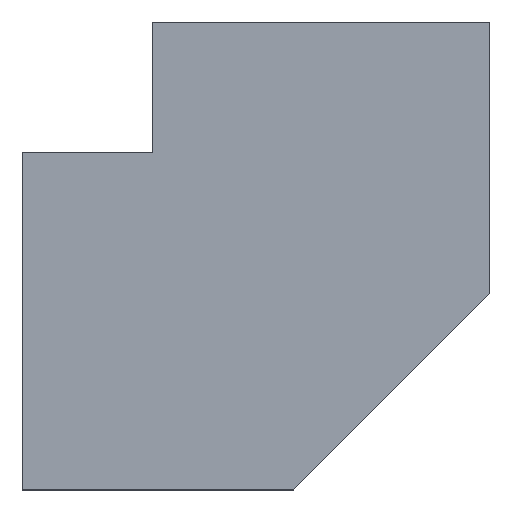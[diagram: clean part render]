
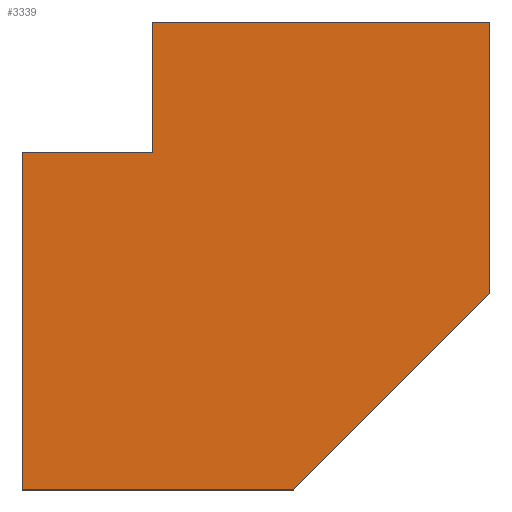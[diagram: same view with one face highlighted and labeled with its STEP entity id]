
A CAD part, top view. The second image highlights one B-rep face of the part: STEP entity #3339.
In plain terms, the highlighted planar face has unit normal (0, 0, 1).
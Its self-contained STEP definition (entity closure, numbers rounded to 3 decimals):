
#2630 = PLANE('',#2631);
#2631 = AXIS2_PLACEMENT_3D('',#2632,#2633,#2634);
#2632 = CARTESIAN_POINT('',(0.,400.,0.));
#2633 = DIRECTION('',(1.,0.,0.));
#2634 = DIRECTION('',(0.,-1.,0.));
#2831 = PLANE('',#2832);
#2832 = AXIS2_PLACEMENT_3D('',#2833,#2834,#2835);
#2833 = CARTESIAN_POINT('',(600.,600.,0.));
#2834 = DIRECTION('',(0.,-1.,0.));
#2835 = DIRECTION('',(-1.,0.,0.));
#2974 = VERTEX_POINT('',#2975);
#2975 = CARTESIAN_POINT('',(0.,-25.4,275.4));
#2988 = PLANE('',#2989);
#2989 = AXIS2_PLACEMENT_3D('',#2990,#2991,#2992);
#2990 = CARTESIAN_POINT('',(0.,-25.4,0.));
#2991 = DIRECTION('',(0.,1.,0.));
#2992 = DIRECTION('',(1.,0.,0.));
#3026 = VERTEX_POINT('',#3027);
#3027 = CARTESIAN_POINT('',(0.,425.4,275.4));
#3040 = PLANE('',#3041);
#3041 = AXIS2_PLACEMENT_3D('',#3042,#3043,#3044);
#3042 = CARTESIAN_POINT('',(200.,425.4,0.));
#3043 = DIRECTION('',(0.,-1.,0.));
#3044 = DIRECTION('',(-1.,0.,0.));
#3051 = EDGE_CURVE('',#2974,#3026,#3052,.T.);
#3052 = SURFACE_CURVE('',#3053,(#3057,#3063),.PCURVE_S1.);
#3053 = LINE('',#3054,#3055);
#3054 = CARTESIAN_POINT('',(0.,200.,275.4));
#3055 = VECTOR('',#3056,1.);
#3056 = DIRECTION('',(0.,1.,0.));
#3057 = PCURVE('',#2630,#3058);
#3058 = DEFINITIONAL_REPRESENTATION('',(#3059),#3062);
#3059 = B_SPLINE_CURVE_WITH_KNOTS('',1,(#3060,#3061),.UNSPECIFIED.,.F.,
  .F.,(2,2),(-119999800.,119999800.),.PIECEWISE_BEZIER_KNOTS.);
#3060 = CARTESIAN_POINT('',(120000000.,-275.4));
#3061 = CARTESIAN_POINT('',(-119999600.,-275.4));
#3062 = ( GEOMETRIC_REPRESENTATION_CONTEXT(2) 
PARAMETRIC_REPRESENTATION_CONTEXT() REPRESENTATION_CONTEXT('2D SPACE',''
  ) );
#3063 = PCURVE('',#3064,#3069);
#3064 = PLANE('',#3065);
#3065 = AXIS2_PLACEMENT_3D('',#3066,#3067,#3068);
#3066 = CARTESIAN_POINT('',(0.,0.,275.4));
#3067 = DIRECTION('',(0.,0.,-1.));
#3068 = DIRECTION('',(-1.,0.,0.));
#3069 = DEFINITIONAL_REPRESENTATION('',(#3070),#3073);
#3070 = B_SPLINE_CURVE_WITH_KNOTS('',1,(#3071,#3072),.UNSPECIFIED.,.F.,
  .F.,(2,2),(-119999800.,119999800.),.PIECEWISE_BEZIER_KNOTS.);
#3071 = CARTESIAN_POINT('',(0.,-119999600.));
#3072 = CARTESIAN_POINT('',(0.,120000000.));
#3073 = ( GEOMETRIC_REPRESENTATION_CONTEXT(2) 
PARAMETRIC_REPRESENTATION_CONTEXT() REPRESENTATION_CONTEXT('2D SPACE',''
  ) );
#3085 = VERTEX_POINT('',#3086);
#3086 = CARTESIAN_POINT('',(625.4,600.,275.4));
#3101 = PLANE('',#3102);
#3102 = AXIS2_PLACEMENT_3D('',#3103,#3104,#3105);
#3103 = CARTESIAN_POINT('',(625.4,247.487,0.));
#3104 = DIRECTION('',(-1.,0.,0.));
#3105 = DIRECTION('',(0.,1.,0.));
#3112 = EDGE_CURVE('',#3113,#3085,#3115,.T.);
#3113 = VERTEX_POINT('',#3114);
#3114 = CARTESIAN_POINT('',(174.6,600.,275.4));
#3115 = SURFACE_CURVE('',#3116,(#3120,#3126),.PCURVE_S1.);
#3116 = LINE('',#3117,#3118);
#3117 = CARTESIAN_POINT('',(300.,600.,275.4));
#3118 = VECTOR('',#3119,1.);
#3119 = DIRECTION('',(1.,0.,0.));
#3120 = PCURVE('',#2831,#3121);
#3121 = DEFINITIONAL_REPRESENTATION('',(#3122),#3125);
#3122 = B_SPLINE_CURVE_WITH_KNOTS('',1,(#3123,#3124),.UNSPECIFIED.,.F.,
  .F.,(2,2),(-119999700.,119999700.),.PIECEWISE_BEZIER_KNOTS.);
#3123 = CARTESIAN_POINT('',(120000000.,-275.4));
#3124 = CARTESIAN_POINT('',(-119999400.,-275.4));
#3125 = ( GEOMETRIC_REPRESENTATION_CONTEXT(2) 
PARAMETRIC_REPRESENTATION_CONTEXT() REPRESENTATION_CONTEXT('2D SPACE',''
  ) );
#3126 = PCURVE('',#3064,#3127);
#3127 = DEFINITIONAL_REPRESENTATION('',(#3128),#3131);
#3128 = B_SPLINE_CURVE_WITH_KNOTS('',1,(#3129,#3130),.UNSPECIFIED.,.F.,
  .F.,(2,2),(-119999700.,119999700.),.PIECEWISE_BEZIER_KNOTS.);
#3129 = CARTESIAN_POINT('',(119999400.,600.));
#3130 = CARTESIAN_POINT('',(-120000000.,600.));
#3131 = ( GEOMETRIC_REPRESENTATION_CONTEXT(2) 
PARAMETRIC_REPRESENTATION_CONTEXT() REPRESENTATION_CONTEXT('2D SPACE',''
  ) );
#3148 = PLANE('',#3149);
#3149 = AXIS2_PLACEMENT_3D('',#3150,#3151,#3152);
#3150 = CARTESIAN_POINT('',(174.6,600.,0.));
#3151 = DIRECTION('',(1.,0.,0.));
#3152 = DIRECTION('',(0.,-1.,0.));
#3187 = EDGE_CURVE('',#3188,#2974,#3190,.T.);
#3188 = VERTEX_POINT('',#3189);
#3189 = CARTESIAN_POINT('',(363.034,-25.4,275.4));
#3190 = SURFACE_CURVE('',#3191,(#3195,#3201),.PCURVE_S1.);
#3191 = LINE('',#3192,#3193);
#3192 = CARTESIAN_POINT('',(0.,-25.4,275.4));
#3193 = VECTOR('',#3194,1.);
#3194 = DIRECTION('',(-1.,0.,0.));
#3195 = PCURVE('',#2988,#3196);
#3196 = DEFINITIONAL_REPRESENTATION('',(#3197),#3200);
#3197 = B_SPLINE_CURVE_WITH_KNOTS('',1,(#3198,#3199),.UNSPECIFIED.,.F.,
  .F.,(2,2),(-120000000.,120000000.),.PIECEWISE_BEZIER_KNOTS.);
#3198 = CARTESIAN_POINT('',(120000000.,-275.4));
#3199 = CARTESIAN_POINT('',(-120000000.,-275.4));
#3200 = ( GEOMETRIC_REPRESENTATION_CONTEXT(2) 
PARAMETRIC_REPRESENTATION_CONTEXT() REPRESENTATION_CONTEXT('2D SPACE',''
  ) );
#3201 = PCURVE('',#3064,#3202);
#3202 = DEFINITIONAL_REPRESENTATION('',(#3203),#3206);
#3203 = B_SPLINE_CURVE_WITH_KNOTS('',1,(#3204,#3205),.UNSPECIFIED.,.F.,
  .F.,(2,2),(-120000000.,120000000.),.PIECEWISE_BEZIER_KNOTS.);
#3204 = CARTESIAN_POINT('',(-120000000.,-25.4));
#3205 = CARTESIAN_POINT('',(120000000.,-25.4));
#3206 = ( GEOMETRIC_REPRESENTATION_CONTEXT(2) 
PARAMETRIC_REPRESENTATION_CONTEXT() REPRESENTATION_CONTEXT('2D SPACE',''
  ) );
#3223 = PLANE('',#3224);
#3224 = AXIS2_PLACEMENT_3D('',#3225,#3226,#3227);
#3225 = CARTESIAN_POINT('',(370.473,-17.961,0.));
#3226 = DIRECTION('',(-0.707,0.707,0.));
#3227 = DIRECTION('',(0.707,0.707,0.));
#3339 = ADVANCED_FACE('',(#3340),#3064,.F.);
#3340 = FACE_BOUND('',#3341,.F.);
#3341 = EDGE_LOOP('',(#3342,#3363,#3364,#3365,#3386,#3405,#3406));
#3342 = ORIENTED_EDGE('',*,*,#3343,.T.);
#3343 = EDGE_CURVE('',#3344,#3188,#3346,.T.);
#3344 = VERTEX_POINT('',#3345);
#3345 = CARTESIAN_POINT('',(625.4,236.966,275.4));
#3346 = SURFACE_CURVE('',#3347,(#3351,#3357),.PCURVE_S1.);
#3347 = LINE('',#3348,#3349);
#3348 = CARTESIAN_POINT('',(282.345,-106.089,275.4));
#3349 = VECTOR('',#3350,1.);
#3350 = DIRECTION('',(-0.707,-0.707,0.));
#3351 = PCURVE('',#3064,#3352);
#3352 = DEFINITIONAL_REPRESENTATION('',(#3353),#3356);
#3353 = B_SPLINE_CURVE_WITH_KNOTS('',1,(#3354,#3355),.UNSPECIFIED.,.F.,
  .F.,(2,2),(-120000124.632,119999875.368),
  .PIECEWISE_BEZIER_KNOTS.);
#3354 = CARTESIAN_POINT('',(-84853184.216,84852795.782));
#3355 = CARTESIAN_POINT('',(84852443.269,-84852831.703));
#3356 = ( GEOMETRIC_REPRESENTATION_CONTEXT(2) 
PARAMETRIC_REPRESENTATION_CONTEXT() REPRESENTATION_CONTEXT('2D SPACE',''
  ) );
#3357 = PCURVE('',#3223,#3358);
#3358 = DEFINITIONAL_REPRESENTATION('',(#3359),#3362);
#3359 = B_SPLINE_CURVE_WITH_KNOTS('',1,(#3360,#3361),.UNSPECIFIED.,.F.,
  .F.,(2,2),(-120000124.632,119999875.368),
  .PIECEWISE_BEZIER_KNOTS.);
#3360 = CARTESIAN_POINT('',(120000000.,-275.4));
#3361 = CARTESIAN_POINT('',(-120000000.,-275.4));
#3362 = ( GEOMETRIC_REPRESENTATION_CONTEXT(2) 
PARAMETRIC_REPRESENTATION_CONTEXT() REPRESENTATION_CONTEXT('2D SPACE',''
  ) );
#3363 = ORIENTED_EDGE('',*,*,#3187,.T.);
#3364 = ORIENTED_EDGE('',*,*,#3051,.T.);
#3365 = ORIENTED_EDGE('',*,*,#3366,.T.);
#3366 = EDGE_CURVE('',#3026,#3367,#3369,.T.);
#3367 = VERTEX_POINT('',#3368);
#3368 = CARTESIAN_POINT('',(174.6,425.4,275.4));
#3369 = SURFACE_CURVE('',#3370,(#3374,#3380),.PCURVE_S1.);
#3370 = LINE('',#3371,#3372);
#3371 = CARTESIAN_POINT('',(100.,425.4,275.4));
#3372 = VECTOR('',#3373,1.);
#3373 = DIRECTION('',(1.,0.,0.));
#3374 = PCURVE('',#3064,#3375);
#3375 = DEFINITIONAL_REPRESENTATION('',(#3376),#3379);
#3376 = B_SPLINE_CURVE_WITH_KNOTS('',1,(#3377,#3378),.UNSPECIFIED.,.F.,
  .F.,(2,2),(-119999900.,119999900.),.PIECEWISE_BEZIER_KNOTS.);
#3377 = CARTESIAN_POINT('',(119999800.,425.4));
#3378 = CARTESIAN_POINT('',(-120000000.,425.4));
#3379 = ( GEOMETRIC_REPRESENTATION_CONTEXT(2) 
PARAMETRIC_REPRESENTATION_CONTEXT() REPRESENTATION_CONTEXT('2D SPACE',''
  ) );
#3380 = PCURVE('',#3040,#3381);
#3381 = DEFINITIONAL_REPRESENTATION('',(#3382),#3385);
#3382 = B_SPLINE_CURVE_WITH_KNOTS('',1,(#3383,#3384),.UNSPECIFIED.,.F.,
  .F.,(2,2),(-119999900.,119999900.),.PIECEWISE_BEZIER_KNOTS.);
#3383 = CARTESIAN_POINT('',(120000000.,-275.4));
#3384 = CARTESIAN_POINT('',(-119999800.,-275.4));
#3385 = ( GEOMETRIC_REPRESENTATION_CONTEXT(2) 
PARAMETRIC_REPRESENTATION_CONTEXT() REPRESENTATION_CONTEXT('2D SPACE',''
  ) );
#3386 = ORIENTED_EDGE('',*,*,#3387,.T.);
#3387 = EDGE_CURVE('',#3367,#3113,#3388,.T.);
#3388 = SURFACE_CURVE('',#3389,(#3393,#3399),.PCURVE_S1.);
#3389 = LINE('',#3390,#3391);
#3390 = CARTESIAN_POINT('',(174.6,300.,275.4));
#3391 = VECTOR('',#3392,1.);
#3392 = DIRECTION('',(0.,1.,0.));
#3393 = PCURVE('',#3064,#3394);
#3394 = DEFINITIONAL_REPRESENTATION('',(#3395),#3398);
#3395 = B_SPLINE_CURVE_WITH_KNOTS('',1,(#3396,#3397),.UNSPECIFIED.,.F.,
  .F.,(2,2),(-119999700.,119999700.),.PIECEWISE_BEZIER_KNOTS.);
#3396 = CARTESIAN_POINT('',(-174.6,-119999400.));
#3397 = CARTESIAN_POINT('',(-174.6,120000000.));
#3398 = ( GEOMETRIC_REPRESENTATION_CONTEXT(2) 
PARAMETRIC_REPRESENTATION_CONTEXT() REPRESENTATION_CONTEXT('2D SPACE',''
  ) );
#3399 = PCURVE('',#3148,#3400);
#3400 = DEFINITIONAL_REPRESENTATION('',(#3401),#3404);
#3401 = B_SPLINE_CURVE_WITH_KNOTS('',1,(#3402,#3403),.UNSPECIFIED.,.F.,
  .F.,(2,2),(-119999700.,119999700.),.PIECEWISE_BEZIER_KNOTS.);
#3402 = CARTESIAN_POINT('',(120000000.,-275.4));
#3403 = CARTESIAN_POINT('',(-119999400.,-275.4));
#3404 = ( GEOMETRIC_REPRESENTATION_CONTEXT(2) 
PARAMETRIC_REPRESENTATION_CONTEXT() REPRESENTATION_CONTEXT('2D SPACE',''
  ) );
#3405 = ORIENTED_EDGE('',*,*,#3112,.T.);
#3406 = ORIENTED_EDGE('',*,*,#3407,.T.);
#3407 = EDGE_CURVE('',#3085,#3344,#3408,.T.);
#3408 = SURFACE_CURVE('',#3409,(#3413,#3419),.PCURVE_S1.);
#3409 = LINE('',#3410,#3411);
#3410 = CARTESIAN_POINT('',(625.4,123.744,275.4));
#3411 = VECTOR('',#3412,1.);
#3412 = DIRECTION('',(0.,-1.,0.));
#3413 = PCURVE('',#3064,#3414);
#3414 = DEFINITIONAL_REPRESENTATION('',(#3415),#3418);
#3415 = B_SPLINE_CURVE_WITH_KNOTS('',1,(#3416,#3417),.UNSPECIFIED.,.F.,
  .F.,(2,2),(-119999876.256,119999876.256),
  .PIECEWISE_BEZIER_KNOTS.);
#3416 = CARTESIAN_POINT('',(-625.4,120000000.));
#3417 = CARTESIAN_POINT('',(-625.4,-119999752.513));
#3418 = ( GEOMETRIC_REPRESENTATION_CONTEXT(2) 
PARAMETRIC_REPRESENTATION_CONTEXT() REPRESENTATION_CONTEXT('2D SPACE',''
  ) );
#3419 = PCURVE('',#3101,#3420);
#3420 = DEFINITIONAL_REPRESENTATION('',(#3421),#3424);
#3421 = B_SPLINE_CURVE_WITH_KNOTS('',1,(#3422,#3423),.UNSPECIFIED.,.F.,
  .F.,(2,2),(-119999876.256,119999876.256),
  .PIECEWISE_BEZIER_KNOTS.);
#3422 = CARTESIAN_POINT('',(119999752.513,-275.4));
#3423 = CARTESIAN_POINT('',(-120000000.,-275.4));
#3424 = ( GEOMETRIC_REPRESENTATION_CONTEXT(2) 
PARAMETRIC_REPRESENTATION_CONTEXT() REPRESENTATION_CONTEXT('2D SPACE',''
  ) );
